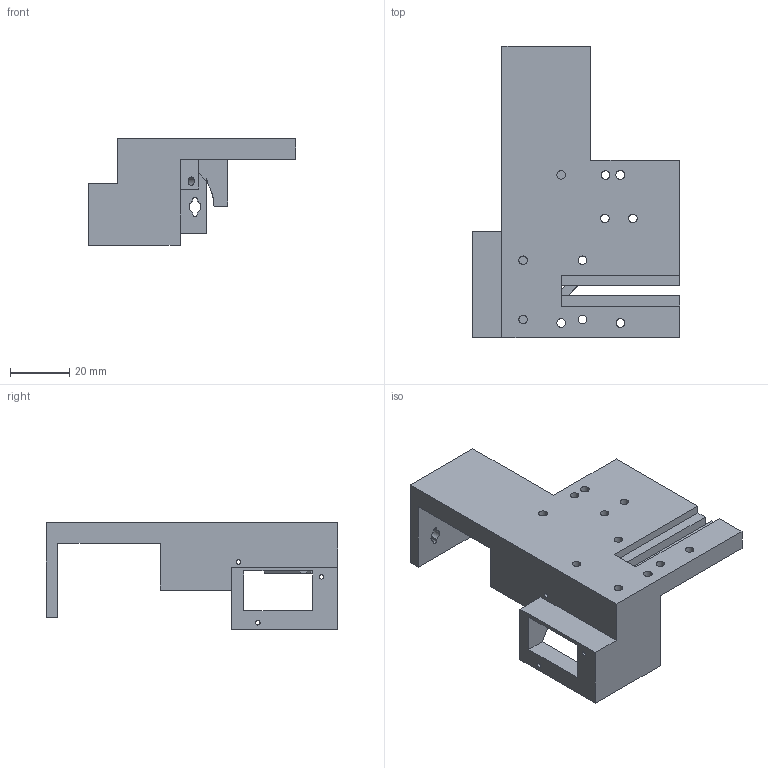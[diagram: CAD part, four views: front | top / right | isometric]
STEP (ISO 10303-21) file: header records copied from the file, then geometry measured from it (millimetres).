
FILE_DESCRIPTION(/* description */ (''),/* implementation_level */ '2;1');
FILE_NAME(/* name */ '30_cellSTORM_inverted_Laser_OPU_withmicroscope.ipt.step',/* time_stamp */ '2022-11-29T08:13:45+01:00',/* author */ ('diederichbenedict'),/* organization */ (''),/* preprocessor_version */ 'ST-DEVELOPER v18.1',/* originating_system */ 'Autodesk Inventor 2022',/* authorisation */ '');
FILE_SCHEMA (('AUTOMOTIVE_DESIGN { 1 0 10303 214 3 1 1 }'));
Length unit declared in the file: millimetre
Products named in the file (1): cellSTORM_inverted_Laser_10x_laserscanner_left_v2
Bounding box: 70 x 98.5 x 36 mm (x, y, z)
Volume: 47129.2 mm3; surface area: 21237.8 mm2
Topology: 1 solids, 1 shells, 88 faces, 251 edges, 165 vertices
Faces by surface type: plane 59, cylinder 29
Full cylindrical faces by diameter (mm): 1.5 x3, 2.9 x14, 3.042 x1
Entity records: 3020 total; most frequent: CARTESIAN_POINT 542, ORIENTED_EDGE 502, DIRECTION 488, EDGE_CURVE 251, LINE 188, VECTOR 188, VERTEX_POINT 165, AXIS2_PLACEMENT_3D 150
